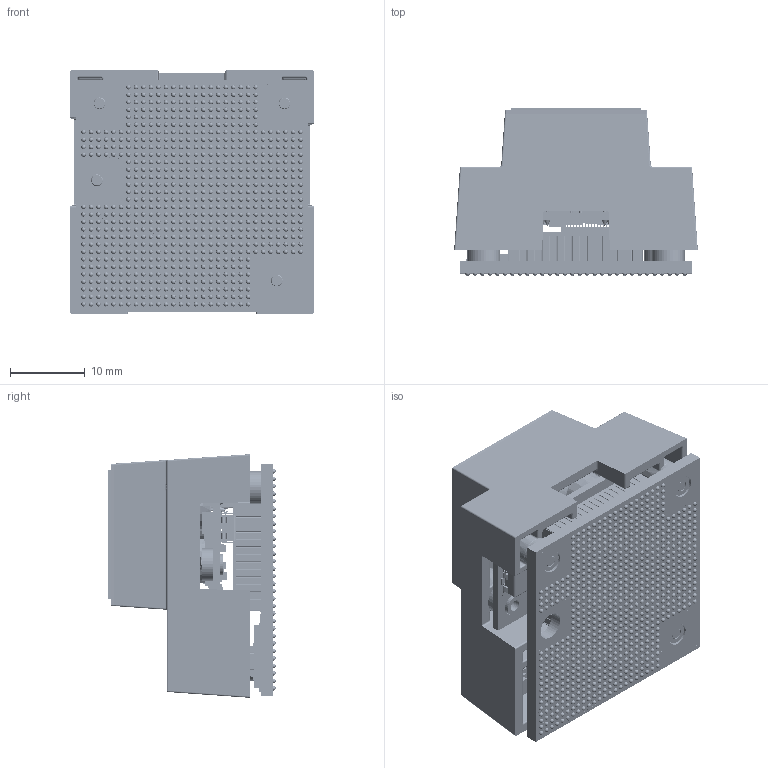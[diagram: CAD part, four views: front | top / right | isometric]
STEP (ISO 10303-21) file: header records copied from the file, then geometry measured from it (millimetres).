
FILE_DESCRIPTION(/* description */ (''),/* implementation_level */ '2;1');
FILE_NAME(/* name */ 'NeoSpectra Micro.stp',/* time_stamp */ '2019-06-12T17:21:08+02:00',/* author */ ('mohamed.hamouda'),/* organization */ (''),/* preprocessor_version */ 'ST-DEVELOPER v17',/* originating_system */ 'Autodesk Inventor 2018',/* authorisation */ '');
FILE_SCHEMA (('AUTOMOTIVE_DESIGN { 1 0 10303 214 3 1 1 }'));
Products named in the file (1): NeoSpectra Micro
Bounding box: 32.56 x 22.37 x 32.56 mm (x, y, z)
Volume: 8542.7 mm3; surface area: 17202 mm2
Topology: 940 solids, 940 shells, 7811 faces, 20971 edges, 13977 vertices
Faces by surface type: plane 5169, cylinder 1463, sphere 828, bspline 247, cone 74, torus 30
Full cylindrical faces by diameter (mm): 0.102 x172, 0.152 x1, 0.203 x129, 0.4 x6, 0.406 x1, 0.68 x6, 0.711 x2, 1.459 x101, 1.567 x4, 2 x105, 2.2 x3, 2.8 x4, 3 x8, 3.701 x1, 4.35 x4, 5 x2
Entity records: 285608 total; most frequent: CARTESIAN_POINT 80369, ORIENTED_EDGE 40254, DIRECTION 39912, EDGE_CURVE 20127, VERTEX_POINT 13865, LINE 13864, VECTOR 13864, AXIS2_PLACEMENT_3D 13024
